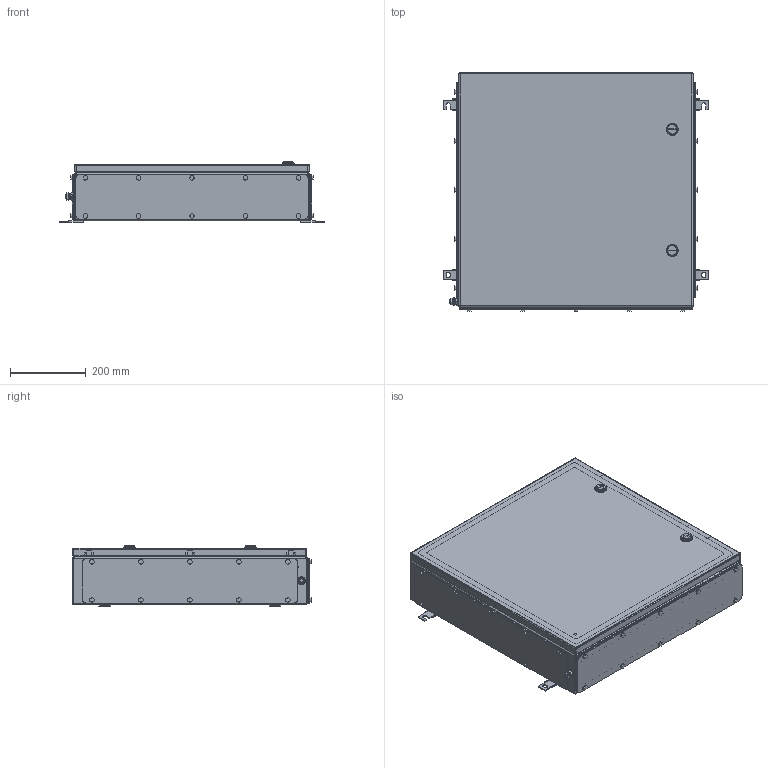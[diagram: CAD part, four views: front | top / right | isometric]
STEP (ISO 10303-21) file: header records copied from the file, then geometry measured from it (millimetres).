
FILE_DESCRIPTION(('CATIA V5 STEP Exchange','CAx-IF Rec.Pracs.--- Model Styling and Organization---1.4--- 2014-01-23'),'2;1');
FILE_NAME ('1530561-3_0_8000109916_8000109916_KTB_QL_626215_S4E3_LD.stp','2023-05-03T05:10:51+00:00',('none'),('Weidmueller'),'CATIA Version 5-6 Release 2016 SP3 HF44','CATIA V5 STEP AP214','none');
FILE_SCHEMA(('AUTOMOTIVE_DESIGN { 1 0 10303 214 1 1 1 1 }'));
Products named in the file (1): 8000109916 KTB QL 626215 S4E3
Bounding box: 701 x 631 x 159.8 mm (x, y, z)
Volume: 2711218.2 mm3; surface area: 2986236.1 mm2
Topology: 121 solids, 123 shells, 2489 faces, 5928 edges, 3794 vertices
Faces by surface type: cylinder 1176, plane 1037, cone 224, bspline 28, torus 16, sphere 8
Entity records: 80797 total; most frequent: CARTESIAN_POINT 25184, ORIENTED_EDGE 11640, DIRECTION 9861, EDGE_CURVE 5820, AXIS2_PLACEMENT_3D 4264, VERTEX_POINT 3794, VECTOR 3144, LINE 3144
